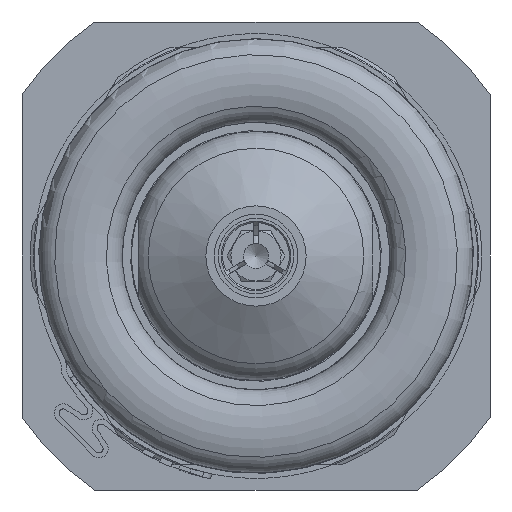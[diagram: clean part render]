
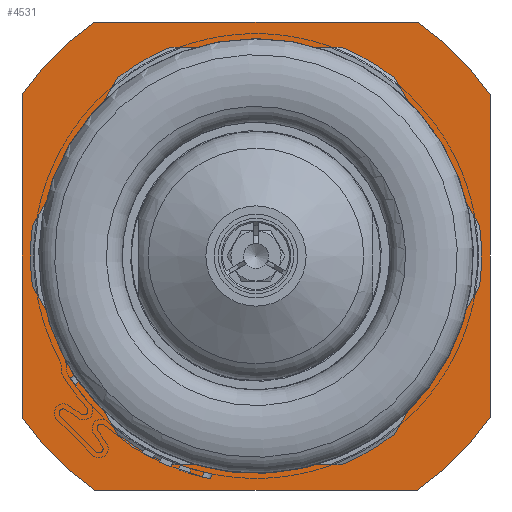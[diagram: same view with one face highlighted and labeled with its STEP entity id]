
A CAD part, left-side view. The second image highlights one B-rep face of the part: STEP entity #4531.
In plain terms, the highlighted planar face has unit normal (-1, 0, 0).
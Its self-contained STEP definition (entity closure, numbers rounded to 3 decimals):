
#159=LINE('',#7161,#413);
#167=LINE('',#7188,#421);
#168=LINE('',#7190,#422);
#169=LINE('',#7200,#423);
#170=LINE('',#7204,#424);
#171=LINE('',#7206,#425);
#172=LINE('',#7210,#426);
#173=LINE('',#7212,#427);
#174=LINE('',#7216,#428);
#175=LINE('',#7218,#429);
#176=LINE('',#7222,#430);
#177=LINE('',#7224,#431);
#178=LINE('',#7228,#432);
#179=LINE('',#7230,#433);
#180=LINE('',#7233,#434);
#181=LINE('',#7234,#435);
#413=VECTOR('',#5670,38.575);
#421=VECTOR('',#5700,38.575);
#422=VECTOR('',#5703,38.575);
#423=VECTOR('',#5714,10.198);
#424=VECTOR('',#5717,10.198);
#425=VECTOR('',#5718,10.198);
#426=VECTOR('',#5721,10.198);
#427=VECTOR('',#5722,10.198);
#428=VECTOR('',#5725,10.198);
#429=VECTOR('',#5726,10.198);
#430=VECTOR('',#5729,10.198);
#431=VECTOR('',#5730,10.198);
#432=VECTOR('',#5733,10.198);
#433=VECTOR('',#5734,10.198);
#434=VECTOR('',#5737,10.198);
#435=VECTOR('',#5738,38.575);
#674=PLANE('',#4909);
#875=FACE_BOUND('',#1372,.T.);
#876=FACE_BOUND('',#1373,.T.);
#1372=EDGE_LOOP('',(#3208,#3209,#3210,#3211,#3212,#3213,#3214,#3215,#3216,
#3217,#3218,#3219,#3220,#3221,#3222,#3223,#3224,#3225));
#1373=EDGE_LOOP('',(#3226,#3227,#3228,#3229,#3230,#3231,#3232,#3233));
#1694=CIRCLE('',#4891,34.);
#1696=CIRCLE('',#4895,34.);
#1698=CIRCLE('',#4898,34.);
#1699=CIRCLE('',#4900,34.);
#1703=CIRCLE('',#4910,27.);
#1704=CIRCLE('',#4911,27.);
#1705=CIRCLE('',#4912,27.);
#1706=CIRCLE('',#4913,27.);
#1707=CIRCLE('',#4914,27.);
#1708=CIRCLE('',#4915,27.);
#1989=VERTEX_POINT('',#7145);
#1992=VERTEX_POINT('',#7150);
#1994=VERTEX_POINT('',#7155);
#1996=VERTEX_POINT('',#7159);
#1997=VERTEX_POINT('',#7163);
#2000=VERTEX_POINT('',#7168);
#2001=VERTEX_POINT('',#7172);
#2004=VERTEX_POINT('',#7179);
#2007=VERTEX_POINT('',#7198);
#2008=VERTEX_POINT('',#7199);
#2009=VERTEX_POINT('',#7201);
#2010=VERTEX_POINT('',#7203);
#2011=VERTEX_POINT('',#7205);
#2012=VERTEX_POINT('',#7207);
#2013=VERTEX_POINT('',#7209);
#2014=VERTEX_POINT('',#7211);
#2015=VERTEX_POINT('',#7213);
#2016=VERTEX_POINT('',#7215);
#2017=VERTEX_POINT('',#7217);
#2018=VERTEX_POINT('',#7219);
#2019=VERTEX_POINT('',#7221);
#2020=VERTEX_POINT('',#7223);
#2021=VERTEX_POINT('',#7225);
#2022=VERTEX_POINT('',#7227);
#2023=VERTEX_POINT('',#7229);
#2024=VERTEX_POINT('',#7231);
#2444=EDGE_CURVE('',#1992,#1989,#1694,.T.);
#2448=EDGE_CURVE('',#1994,#1996,#159,.T.);
#2452=EDGE_CURVE('',#2000,#1997,#1696,.T.);
#2455=EDGE_CURVE('',#1994,#2001,#1698,.T.);
#2457=EDGE_CURVE('',#2004,#1996,#1699,.T.);
#2462=EDGE_CURVE('',#2000,#2001,#167,.T.);
#2463=EDGE_CURVE('',#2004,#1989,#168,.T.);
#2466=EDGE_CURVE('',#2007,#2008,#169,.T.);
#2467=EDGE_CURVE('',#2008,#2009,#1703,.T.);
#2468=EDGE_CURVE('',#2009,#2010,#170,.T.);
#2469=EDGE_CURVE('',#2010,#2011,#171,.T.);
#2470=EDGE_CURVE('',#2011,#2012,#1704,.T.);
#2471=EDGE_CURVE('',#2012,#2013,#172,.T.);
#2472=EDGE_CURVE('',#2013,#2014,#173,.T.);
#2473=EDGE_CURVE('',#2014,#2015,#1705,.T.);
#2474=EDGE_CURVE('',#2015,#2016,#174,.T.);
#2475=EDGE_CURVE('',#2016,#2017,#175,.T.);
#2476=EDGE_CURVE('',#2017,#2018,#1706,.T.);
#2477=EDGE_CURVE('',#2018,#2019,#176,.T.);
#2478=EDGE_CURVE('',#2019,#2020,#177,.T.);
#2479=EDGE_CURVE('',#2020,#2021,#1707,.T.);
#2480=EDGE_CURVE('',#2021,#2022,#178,.T.);
#2481=EDGE_CURVE('',#2022,#2023,#179,.T.);
#2482=EDGE_CURVE('',#2023,#2024,#1708,.T.);
#2483=EDGE_CURVE('',#2024,#2007,#180,.T.);
#2484=EDGE_CURVE('',#1992,#1997,#181,.T.);
#3208=ORIENTED_EDGE('',*,*,#2466,.T.);
#3209=ORIENTED_EDGE('',*,*,#2467,.T.);
#3210=ORIENTED_EDGE('',*,*,#2468,.T.);
#3211=ORIENTED_EDGE('',*,*,#2469,.T.);
#3212=ORIENTED_EDGE('',*,*,#2470,.T.);
#3213=ORIENTED_EDGE('',*,*,#2471,.T.);
#3214=ORIENTED_EDGE('',*,*,#2472,.T.);
#3215=ORIENTED_EDGE('',*,*,#2473,.T.);
#3216=ORIENTED_EDGE('',*,*,#2474,.T.);
#3217=ORIENTED_EDGE('',*,*,#2475,.T.);
#3218=ORIENTED_EDGE('',*,*,#2476,.T.);
#3219=ORIENTED_EDGE('',*,*,#2477,.T.);
#3220=ORIENTED_EDGE('',*,*,#2478,.T.);
#3221=ORIENTED_EDGE('',*,*,#2479,.T.);
#3222=ORIENTED_EDGE('',*,*,#2480,.T.);
#3223=ORIENTED_EDGE('',*,*,#2481,.T.);
#3224=ORIENTED_EDGE('',*,*,#2482,.T.);
#3225=ORIENTED_EDGE('',*,*,#2483,.T.);
#3226=ORIENTED_EDGE('',*,*,#2463,.T.);
#3227=ORIENTED_EDGE('',*,*,#2444,.F.);
#3228=ORIENTED_EDGE('',*,*,#2484,.T.);
#3229=ORIENTED_EDGE('',*,*,#2452,.F.);
#3230=ORIENTED_EDGE('',*,*,#2462,.T.);
#3231=ORIENTED_EDGE('',*,*,#2455,.F.);
#3232=ORIENTED_EDGE('',*,*,#2448,.T.);
#3233=ORIENTED_EDGE('',*,*,#2457,.F.);
#4531=ADVANCED_FACE('',(#875,#876),#674,.T.);
#4891=AXIS2_PLACEMENT_3D('',#7152,#5663,#5664);
#4895=AXIS2_PLACEMENT_3D('',#7170,#5677,#5678);
#4898=AXIS2_PLACEMENT_3D('',#7176,#5684,#5685);
#4900=AXIS2_PLACEMENT_3D('',#7181,#5689,#5690);
#4909=AXIS2_PLACEMENT_3D('',#7197,#5712,#5713);
#4910=AXIS2_PLACEMENT_3D('',#7202,#5715,#5716);
#4911=AXIS2_PLACEMENT_3D('',#7208,#5719,#5720);
#4912=AXIS2_PLACEMENT_3D('',#7214,#5723,#5724);
#4913=AXIS2_PLACEMENT_3D('',#7220,#5727,#5728);
#4914=AXIS2_PLACEMENT_3D('',#7226,#5731,#5732);
#4915=AXIS2_PLACEMENT_3D('',#7232,#5735,#5736);
#5663=DIRECTION('center_axis',(1.,0.,0.));
#5664=DIRECTION('ref_axis',(0.,1.,0.));
#5670=DIRECTION('',(0.,0.,-1.));
#5677=DIRECTION('center_axis',(1.,0.,0.));
#5678=DIRECTION('ref_axis',(0.,1.,0.));
#5684=DIRECTION('center_axis',(1.,0.,0.));
#5685=DIRECTION('ref_axis',(0.,1.,0.));
#5689=DIRECTION('center_axis',(1.,0.,0.));
#5690=DIRECTION('ref_axis',(0.,1.,0.));
#5700=DIRECTION('',(0.,1.,0.));
#5703=DIRECTION('',(0.,-1.,0.));
#5712=DIRECTION('center_axis',(-1.,0.,0.));
#5713=DIRECTION('ref_axis',(0.,0.,1.));
#5714=DIRECTION('',(0.,-0.5,0.866));
#5715=DIRECTION('center_axis',(1.,0.,0.));
#5716=DIRECTION('ref_axis',(0.,0.,
-1.));
#5717=DIRECTION('',(0.,-1.,0.));
#5718=DIRECTION('',(0.,-1.,0.));
#5719=DIRECTION('center_axis',(1.,0.,0.));
#5720=DIRECTION('ref_axis',(0.,0.,
-1.));
#5721=DIRECTION('',(0.,-0.5,-0.866));
#5722=DIRECTION('',(0.,-0.5,-0.866));
#5723=DIRECTION('center_axis',(1.,0.,0.));
#5724=DIRECTION('ref_axis',(0.,0.,
-1.));
#5725=DIRECTION('',(0.,0.5,-0.866));
#5726=DIRECTION('',(0.,0.5,-0.866));
#5727=DIRECTION('center_axis',(1.,0.,0.));
#5728=DIRECTION('ref_axis',(0.,0.,
-1.));
#5729=DIRECTION('',(0.,1.,0.));
#5730=DIRECTION('',(0.,1.,0.));
#5731=DIRECTION('center_axis',(1.,0.,0.));
#5732=DIRECTION('ref_axis',(0.,0.,
-1.));
#5733=DIRECTION('',(0.,0.5,0.866));
#5734=DIRECTION('',(0.,0.5,0.866));
#5735=DIRECTION('center_axis',(1.,0.,0.));
#5736=DIRECTION('ref_axis',(0.,0.,
-1.));
#5737=DIRECTION('',(0.,-0.5,0.866));
#5738=DIRECTION('',(0.,0.,1.));
#7145=CARTESIAN_POINT('',(0.,-19.287,-28.));
#7150=CARTESIAN_POINT('',(0.,-28.,-19.287));
#7152=CARTESIAN_POINT('Origin',(0.,0.,0.));
#7155=CARTESIAN_POINT('',(0.,28.,19.287));
#7159=CARTESIAN_POINT('',(0.,28.,-19.287));
#7161=CARTESIAN_POINT('',(0.,28.,-12.5));
#7163=CARTESIAN_POINT('',(0.,-28.,19.287));
#7168=CARTESIAN_POINT('',(0.,-19.287,28.));
#7170=CARTESIAN_POINT('Origin',(0.,0.,0.));
#7172=CARTESIAN_POINT('',(0.,19.287,28.));
#7176=CARTESIAN_POINT('Origin',(0.,0.,0.));
#7179=CARTESIAN_POINT('',(0.,19.287,-28.));
#7181=CARTESIAN_POINT('Origin',(0.,0.,0.));
#7188=CARTESIAN_POINT('',(0.,26.5,28.));
#7190=CARTESIAN_POINT('',(0.,1.5,-28.));
#7197=CARTESIAN_POINT('Origin',(0.,28.,0.));
#7198=CARTESIAN_POINT('',(0.,21.651,12.5));
#7199=CARTESIAN_POINT('',(0.,16.552,21.332));
#7200=CARTESIAN_POINT('',(0.,30.151,-2.222));
#7201=CARTESIAN_POINT('',(0.,10.198,25.));
#7202=CARTESIAN_POINT('Origin',(0.,0.,
0.));
#7203=CARTESIAN_POINT('',(0.,0.,
25.));
#7204=CARTESIAN_POINT('',(0.,24.,25.));
#7205=CARTESIAN_POINT('',(0.,-10.198,25.));
#7206=CARTESIAN_POINT('',(0.,24.,25.));
#7207=CARTESIAN_POINT('',(0.,-16.552,21.332));
#7208=CARTESIAN_POINT('Origin',(0.,0.,
0.));
#7209=CARTESIAN_POINT('',(0.,-21.651,12.5));
#7210=CARTESIAN_POINT('',(0.,-13.151,27.222));
#7211=CARTESIAN_POINT('',(0.,-26.75,3.668));
#7212=CARTESIAN_POINT('',(0.,-13.151,27.222));
#7213=CARTESIAN_POINT('',(0.,-26.75,-3.668));
#7214=CARTESIAN_POINT('Origin',(0.,0.,
0.));
#7215=CARTESIAN_POINT('',(0.,-21.651,-12.5));
#7216=CARTESIAN_POINT('',(0.,-23.151,-9.902));
#7217=CARTESIAN_POINT('',(0.,-16.552,-21.332));
#7218=CARTESIAN_POINT('',(0.,-23.151,-9.902));
#7219=CARTESIAN_POINT('',(0.,-10.198,-25.));
#7220=CARTESIAN_POINT('Origin',(0.,0.,
0.));
#7221=CARTESIAN_POINT('',(0.,0.,-25.));
#7222=CARTESIAN_POINT('',(0.,4.,-25.));
#7223=CARTESIAN_POINT('',(0.,10.198,-25.));
#7224=CARTESIAN_POINT('',(0.,4.,-25.));
#7225=CARTESIAN_POINT('',(0.,16.552,-21.332));
#7226=CARTESIAN_POINT('Origin',(0.,0.,
0.));
#7227=CARTESIAN_POINT('',(0.,21.651,-12.5));
#7228=CARTESIAN_POINT('',(0.,20.151,-15.098));
#7229=CARTESIAN_POINT('',(0.,26.75,-3.668));
#7230=CARTESIAN_POINT('',(0.,20.151,-15.098));
#7231=CARTESIAN_POINT('',(0.,26.75,3.668));
#7232=CARTESIAN_POINT('Origin',(0.,0.,
0.));
#7233=CARTESIAN_POINT('',(0.,30.151,-2.222));
#7234=CARTESIAN_POINT('',(0.,-28.,12.5));
